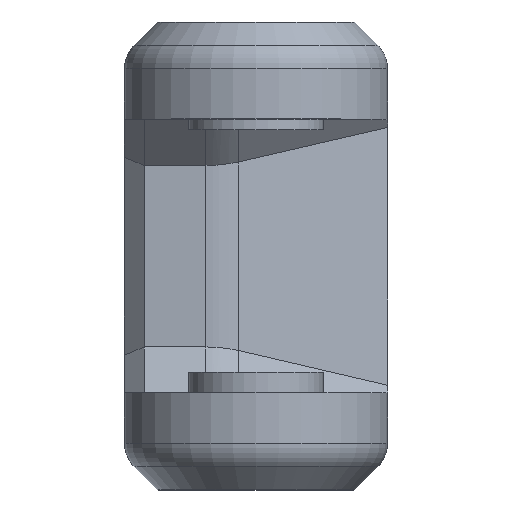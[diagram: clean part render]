
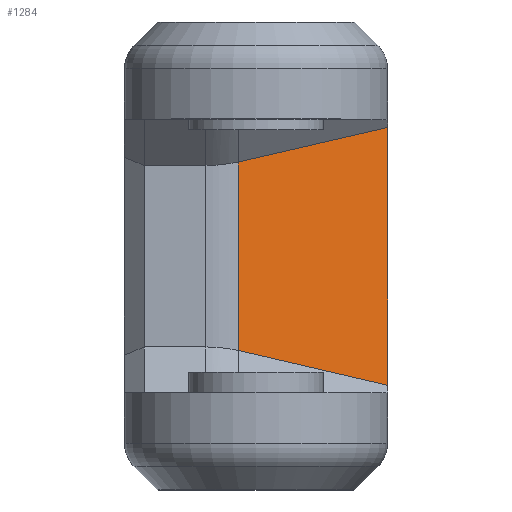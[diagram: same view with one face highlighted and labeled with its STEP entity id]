
A CAD part, top view. The second image highlights one B-rep face of the part: STEP entity #1284.
In plain terms, the highlighted planar face has unit normal (0.489, 0, 0.873).
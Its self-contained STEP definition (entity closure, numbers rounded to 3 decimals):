
#83=PLANE('',#1388);
#121=FACE_OUTER_BOUND('',#201,.T.);
#201=EDGE_LOOP('',(#887,#888,#889,#890));
#331=LINE('',#1971,#436);
#343=LINE('',#1998,#448);
#344=LINE('',#2001,#449);
#347=LINE('',#2006,#452);
#436=VECTOR('',#1547,10.);
#448=VECTOR('',#1573,10.);
#449=VECTOR('',#1576,10.);
#452=VECTOR('',#1581,10.);
#541=VERTEX_POINT('',#1964);
#543=VERTEX_POINT('',#1970);
#551=VERTEX_POINT('',#1996);
#552=VERTEX_POINT('',#2000);
#665=EDGE_CURVE('',#541,#543,#331,.T.);
#679=EDGE_CURVE('',#551,#541,#343,.F.);
#680=EDGE_CURVE('',#552,#543,#344,.T.);
#683=EDGE_CURVE('',#551,#552,#347,.T.);
#887=ORIENTED_EDGE('',*,*,#665,.F.);
#888=ORIENTED_EDGE('',*,*,#679,.F.);
#889=ORIENTED_EDGE('',*,*,#683,.T.);
#890=ORIENTED_EDGE('',*,*,#680,.T.);
#1284=ADVANCED_FACE('',(#121),#83,.T.);
#1388=AXIS2_PLACEMENT_3D('',#2005,#1579,#1580);
#1547=DIRECTION('',(0.,1.,0.));
#1573=DIRECTION('',(0.855,-0.198,-0.479));
#1576=DIRECTION('',(-0.855,-0.198,0.479));
#1579=DIRECTION('center_axis',(0.489,0.,0.873));
#1580=DIRECTION('ref_axis',(0.873,0.,-0.489));
#1581=DIRECTION('',(0.,1.,0.));
#1964=CARTESIAN_POINT('',(-2.723,-29.928,52.225));
#1970=CARTESIAN_POINT('',(-2.723,-1.272,52.225));
#1971=CARTESIAN_POINT('',(-2.723,-20.813,52.225));
#1996=CARTESIAN_POINT('',(20.,-35.199,39.5));
#1998=CARTESIAN_POINT('',(8.141,-32.448,46.141));
#2000=CARTESIAN_POINT('',(20.,3.999,39.5));
#2001=CARTESIAN_POINT('',(7.901,1.192,46.276));
#2005=CARTESIAN_POINT('Origin',(7.5,-12.225,46.5));
#2006=CARTESIAN_POINT('',(20.,-3.638,39.5));
